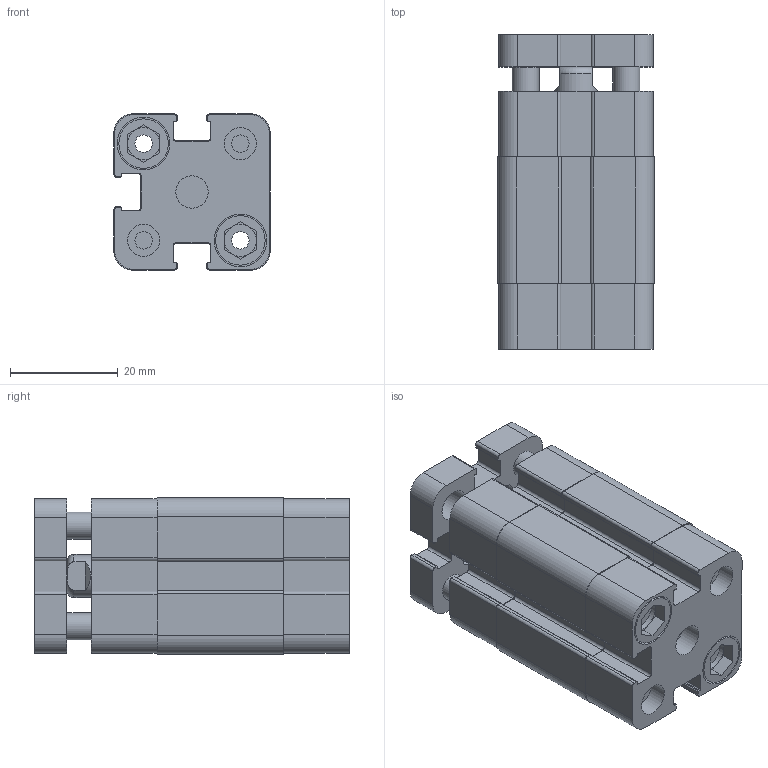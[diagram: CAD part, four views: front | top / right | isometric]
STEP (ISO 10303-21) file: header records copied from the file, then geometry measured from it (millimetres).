
FILE_DESCRIPTION((''),'2;1');
FILE_NAME('ADMA016.010.GS.F.stp','2011-08-26T09:07:50',('Administrator'),(''),'Autodesk Inventor 2012','Autodesk Inventor 2012','');
FILE_SCHEMA(('AUTOMOTIVE_DESIGN { 1 0 10303 214 1 1 1 1 }'));
Length unit declared in the file: millimetre
Products named in the file (1): ADMA016.010.GS.F
Bounding box: 29.05 x 58.5 x 29.05 mm (x, y, z)
Volume: 36599.3 mm3; surface area: 14812.7 mm2
Topology: 1 solids, 1 shells, 389 faces, 1022 edges, 666 vertices
Faces by surface type: plane 239, cylinder 149, torus 1
Full cylindrical faces by diameter (mm): 3 x4, 3.242 x4, 4.134 x2, 5 x2, 6 x11, 6.6 x2, 7 x1, 8 x1, 9 x1, 9.2 x4, 9.6 x1, 9.8 x4
Entity records: 12268 total; most frequent: DIRECTION 2124, CARTESIAN_POINT 2058, ORIENTED_EDGE 1952, EDGE_CURVE 976, AXIS2_PLACEMENT_3D 760, VERTEX_POINT 658, VECTOR 604, LINE 604
